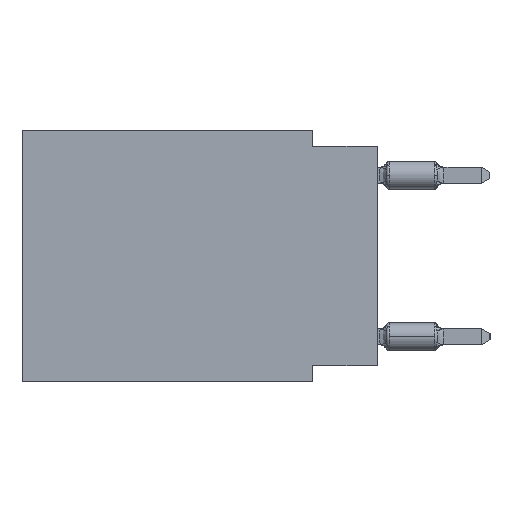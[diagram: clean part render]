
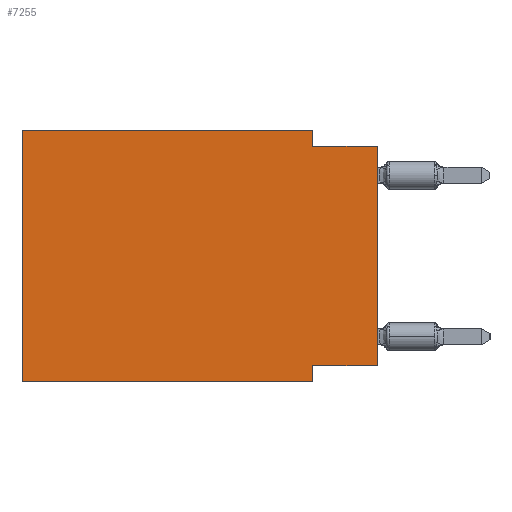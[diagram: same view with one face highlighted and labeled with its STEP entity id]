
A CAD part, left-side view. The second image highlights one B-rep face of the part: STEP entity #7255.
In plain terms, the highlighted planar face has unit normal (-1, 0, 0).
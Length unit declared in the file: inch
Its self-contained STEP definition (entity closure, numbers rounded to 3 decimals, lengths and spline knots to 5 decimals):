
#492 = DIRECTION ( 'NONE',  ( 0., 0., 1. ) ) ;
#777 = CARTESIAN_POINT ( 'NONE',  ( 0., 0.1, -0.39 ) ) ;
#905 = DIRECTION ( 'NONE',  ( 0., -1., 0. ) ) ;
#2184 = AXIS2_PLACEMENT_3D ( 'NONE', #22276, #5725, #28635 ) ;
#4448 = ORIENTED_EDGE ( 'NONE', *, *, #29871, .F. ) ;
#4622 = CARTESIAN_POINT ( 'NONE',  ( 0., 0.1, -0.025 ) ) ;
#4735 = CARTESIAN_POINT ( 'NONE',  ( 0., 0., -0.025 ) ) ;
#4975 = CARTESIAN_POINT ( 'NONE',  ( 0., 0., 0. ) ) ;
#5391 = CARTESIAN_POINT ( 'NONE',  ( 0., 0.1, -0.39 ) ) ;
#5725 = DIRECTION ( 'NONE',  ( 1., 0., 0. ) ) ;
#6432 = ORIENTED_EDGE ( 'NONE', *, *, #14043, .T. ) ;
#6490 = CARTESIAN_POINT ( 'NONE',  ( 0., 0., -0.025 ) ) ;
#6832 = VECTOR ( 'NONE', #22050, 39.37008 ) ;
#7255 = ADVANCED_FACE ( 'NONE', ( #25101 ), #31263, .F. ) ;
#8285 = ORIENTED_EDGE ( 'NONE', *, *, #34300, .T. ) ;
#8479 = VERTEX_POINT ( 'NONE', #16701 ) ;
#9655 = VECTOR ( 'NONE', #16325, 39.37008 ) ;
#9950 = LINE ( 'NONE', #4735, #14569 ) ;
#10470 = EDGE_CURVE ( 'NONE', #13150, #8479, #30295, .T. ) ;
#10664 = VECTOR ( 'NONE', #33958, 39.37008 ) ;
#11602 = CARTESIAN_POINT ( 'NONE',  ( 0., 0.55, -0.39 ) ) ;
#13150 = VERTEX_POINT ( 'NONE', #31780 ) ;
#13442 = VECTOR ( 'NONE', #905, 39.37008 ) ;
#14043 = EDGE_CURVE ( 'NONE', #24990, #28589, #28734, .T. ) ;
#14466 = EDGE_CURVE ( 'NONE', #32719, #35391, #30036, .T. ) ;
#14569 = VECTOR ( 'NONE', #21301, 39.37008 ) ;
#16325 = DIRECTION ( 'NONE',  ( 0., 0., 1. ) ) ;
#16331 = ORIENTED_EDGE ( 'NONE', *, *, #25970, .F. ) ;
#16701 = CARTESIAN_POINT ( 'NONE',  ( 0., 0.1, -0.365 ) ) ;
#17778 = VECTOR ( 'NONE', #27407, 39.37008 ) ;
#17832 = CARTESIAN_POINT ( 'NONE',  ( 0., 0.55, 0. ) ) ;
#18564 = LINE ( 'NONE', #17832, #13442 ) ;
#19531 = ORIENTED_EDGE ( 'NONE', *, *, #27602, .F. ) ;
#20710 = CARTESIAN_POINT ( 'NONE',  ( 0., 0.1, 0. ) ) ;
#21301 = DIRECTION ( 'NONE',  ( 0., -1., 0. ) ) ;
#21889 = VECTOR ( 'NONE', #492, 39.37008 ) ;
#22050 = DIRECTION ( 'NONE',  ( 0., 1., 0. ) ) ;
#22276 = CARTESIAN_POINT ( 'NONE',  ( 0., 0.55, 0. ) ) ;
#23001 = ORIENTED_EDGE ( 'NONE', *, *, #14466, .F. ) ;
#23091 = EDGE_LOOP ( 'NONE', ( #8285, #32768, #23001, #16331, #4448, #6432, #19531, #24292 ) ) ;
#24292 = ORIENTED_EDGE ( 'NONE', *, *, #10470, .F. ) ;
#24432 = EDGE_CURVE ( 'NONE', #35391, #35367, #9950, .T. ) ;
#24795 = CARTESIAN_POINT ( 'NONE',  ( 0., 0.1, 0. ) ) ;
#24990 = VERTEX_POINT ( 'NONE', #29064 ) ;
#25101 = FACE_OUTER_BOUND ( 'NONE', #23091, .T. ) ;
#25970 = EDGE_CURVE ( 'NONE', #36686, #32719, #18564, .T. ) ;
#26064 = VECTOR ( 'NONE', #34266, 39.37008 ) ;
#27407 = DIRECTION ( 'NONE',  ( 0., 0., -1. ) ) ;
#27602 = EDGE_CURVE ( 'NONE', #8479, #28589, #30737, .T. ) ;
#28589 = VERTEX_POINT ( 'NONE', #777 ) ;
#28602 = CARTESIAN_POINT ( 'NONE',  ( 0., 0.55, 0. ) ) ;
#28635 = DIRECTION ( 'NONE',  ( 0., 0., -1. ) ) ;
#28734 = LINE ( 'NONE', #11602, #10664 ) ;
#29064 = CARTESIAN_POINT ( 'NONE',  ( 0., 0.55, -0.39 ) ) ;
#29871 = EDGE_CURVE ( 'NONE', #24990, #36686, #31043, .T. ) ;
#29980 = CARTESIAN_POINT ( 'NONE',  ( 0., 0.55, 0. ) ) ;
#30036 = LINE ( 'NONE', #24795, #17778 ) ;
#30295 = LINE ( 'NONE', #33264, #6832 ) ;
#30737 = LINE ( 'NONE', #5391, #26064 ) ;
#31043 = LINE ( 'NONE', #28602, #21889 ) ;
#31263 = PLANE ( 'NONE',  #2184 ) ;
#31780 = CARTESIAN_POINT ( 'NONE',  ( 0., 0., -0.365 ) ) ;
#32719 = VERTEX_POINT ( 'NONE', #20710 ) ;
#32768 = ORIENTED_EDGE ( 'NONE', *, *, #24432, .F. ) ;
#33264 = CARTESIAN_POINT ( 'NONE',  ( 0., 0., -0.365 ) ) ;
#33298 = LINE ( 'NONE', #4975, #9655 ) ;
#33958 = DIRECTION ( 'NONE',  ( 0., -1., 0. ) ) ;
#34266 = DIRECTION ( 'NONE',  ( 0., 0., -1. ) ) ;
#34300 = EDGE_CURVE ( 'NONE', #13150, #35367, #33298, .T. ) ;
#35367 = VERTEX_POINT ( 'NONE', #6490 ) ;
#35391 = VERTEX_POINT ( 'NONE', #4622 ) ;
#36686 = VERTEX_POINT ( 'NONE', #29980 ) ;
